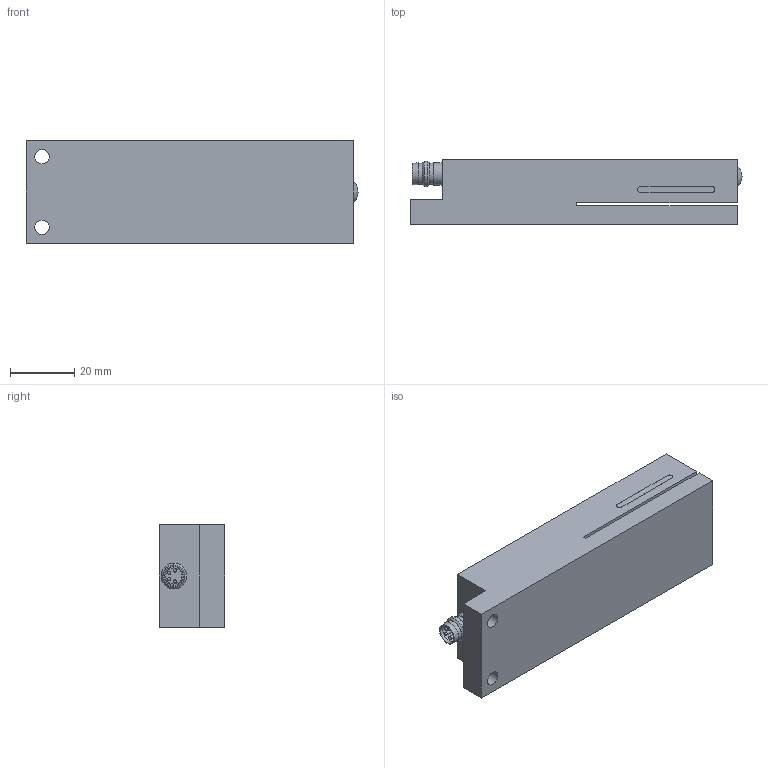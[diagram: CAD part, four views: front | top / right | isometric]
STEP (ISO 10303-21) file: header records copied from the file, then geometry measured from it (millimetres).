
FILE_DESCRIPTION((''),'2;1');
FILE_NAME('KY98C471.stp','2017-05-20T12:37:42',('User'),(''),'Autodesk Inventor 11','Autodesk Inventor 11','');
FILE_SCHEMA(('AUTOMOTIVE_DESIGN { 1 0 10303 214 1 1 1 1 }'));
Length unit declared in the file: millimetre
Products named in the file (1): KY98C471
Bounding box: 103.51 x 20.5 x 32 mm (x, y, z)
Volume: 61303.9 mm3; surface area: 15500.6 mm2
Topology: 1 solids, 6 shells, 84 faces, 182 edges, 118 vertices
Faces by surface type: plane 40, cylinder 35, cone 4, sphere 4, bspline 1
Full cylindrical faces by diameter (mm): 1 x4, 1.8 x2, 2 x2, 3 x2, 4.5 x2, 5 x1, 5.7 x1, 6.5 x2, 7 x1, 8 x1
Entity records: 2500 total; most frequent: CARTESIAN_POINT 742, DIRECTION 369, ORIENTED_EDGE 298, EDGE_CURVE 149, AXIS2_PLACEMENT_3D 144, EDGE_LOOP 126, VERTEX_POINT 112, FACE_OUTER_BOUND 84
